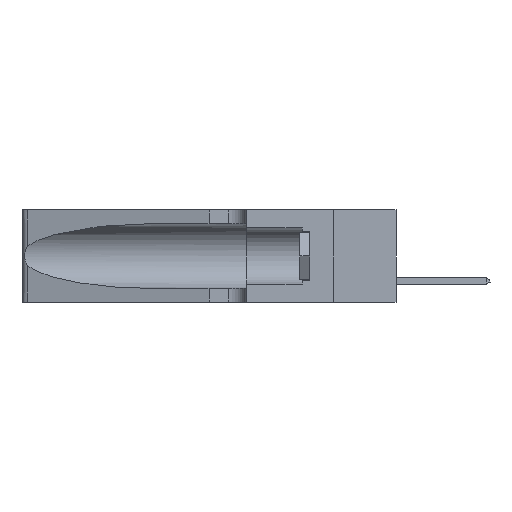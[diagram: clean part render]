
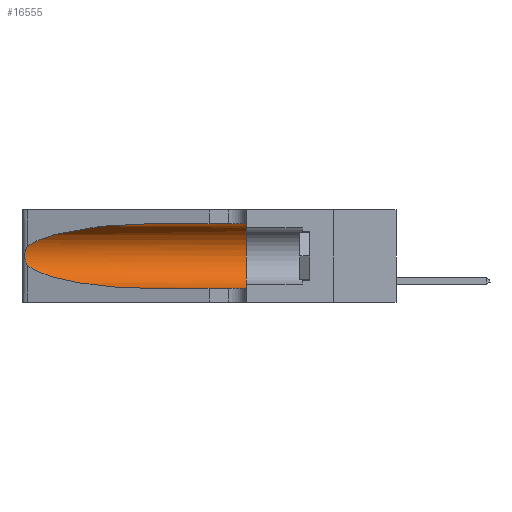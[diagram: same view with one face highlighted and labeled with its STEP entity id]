
A CAD part, left-side view. The second image highlights one B-rep face of the part: STEP entity #16555.
In plain terms, the highlighted cylindrical face has radius 3.308 mm (diameter 6.617 mm), a partial arc.
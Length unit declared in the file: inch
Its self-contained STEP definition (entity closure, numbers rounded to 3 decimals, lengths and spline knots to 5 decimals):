
#348 = ORIENTED_EDGE ( 'NONE', *, *, #12687, .T. ) ;
#1151 = VECTOR ( 'NONE', #28470, 39.37008 ) ;
#1184 = CYLINDRICAL_SURFACE ( 'NONE', #8641, 0.13025 ) ;
#1263 = DIRECTION ( 'NONE',  ( 0., -1., 0. ) ) ;
#1700 = CARTESIAN_POINT ( 'NONE',  ( 0.2373, 1.15595, 0.28018 ) ) ;
#2050 = DIRECTION ( 'NONE',  ( 0., 0., 1. ) ) ;
#2208 = CARTESIAN_POINT ( 'NONE',  ( 0.25487, 1.22718, 0.22369 ) ) ;
#2619 = CARTESIAN_POINT ( 'NONE',  ( 0.25639, 1.23184, 0.21858 ) ) ;
#3220 = CARTESIAN_POINT ( 'NONE',  ( 0.25487, 1.22718, 0.14631 ) ) ;
#3687 = CARTESIAN_POINT ( 'NONE',  ( 0.2373, 1.15595, 0.08982 ) ) ;
#5132 = ORIENTED_EDGE ( 'NONE', *, *, #23690, .F. ) ;
#8641 = AXIS2_PLACEMENT_3D ( 'NONE', #14682, #32634, #35673 ) ;
#8842 = EDGE_CURVE ( 'NONE', #29042, #29440, #23154, .T. ) ;
#8899 = CARTESIAN_POINT ( 'NONE',  ( 0.1305, 0.72297, 0.05475 ) ) ;
#9775 = CARTESIAN_POINT ( 'NONE',  ( 0.1305, 0.35, 0.05475 ) ) ;
#10021 = AXIS2_PLACEMENT_3D ( 'NONE', #32308, #35219, #2050 ) ;
#10039 = CARTESIAN_POINT ( 'NONE',  ( 0.1305, 1.61858, 0.05475 ) ) ;
#10070 = CARTESIAN_POINT ( 'NONE',  ( 0.1305, 0.72297, 0.05475 ) ) ;
#10967 = CARTESIAN_POINT ( 'NONE',  ( 0.1305, 0.72297, 0.31525 ) ) ;
#11897 = CARTESIAN_POINT ( 'NONE',  ( 0.1305, 0.72297, 0.31525 ) ) ;
#12467 = CARTESIAN_POINT ( 'NONE',  ( 0.25639, 1.23186, 0.15144 ) ) ;
#12570 = ORIENTED_EDGE ( 'NONE', *, *, #15124, .F. ) ;
#12687 = EDGE_CURVE ( 'NONE', #23351, #13630, #23527, .T. ) ;
#12733 = CARTESIAN_POINT ( 'NONE',  ( 0.25789, 1.23486, 0.15765 ) ) ;
#13533 = FACE_OUTER_BOUND ( 'NONE', #24548, .T. ) ;
#13630 = VERTEX_POINT ( 'NONE', #9775 ) ;
#14292 = CARTESIAN_POINT ( 'NONE',  ( 0.25487, 1.22718, 0.22369 ) ) ;
#14682 = CARTESIAN_POINT ( 'NONE',  ( 0.1305, 1.61858, 0.185 ) ) ;
#15124 = EDGE_CURVE ( 'NONE', #29042, #23048, #25156, .T. ) ;
#15198 = ORIENTED_EDGE ( 'NONE', *, *, #18794, .T. ) ;
#15782 = CARTESIAN_POINT ( 'NONE',  ( 0.25555, 1.22993, 0.14849 ) ) ;
#16555 = ADVANCED_FACE ( 'NONE', ( #13533 ), #1184, .F. ) ;
#17895 = CARTESIAN_POINT ( 'NONE',  ( 0.1305, 1.61858, 0.31525 ) ) ;
#18115 = CARTESIAN_POINT ( 'NONE',  ( 0.26017, 1.23833, 0.17102 ) ) ;
#18515 = ORIENTED_EDGE ( 'NONE', *, *, #8842, .T. ) ;
#18573 = EDGE_CURVE ( 'NONE', #29440, #37940, #31884, .T. ) ;
#18794 = EDGE_CURVE ( 'NONE', #37940, #23351, #27650, .T. ) ;
#21229 = CIRCLE ( 'NONE', #10021, 0.13025 ) ;
#23048 = VERTEX_POINT ( 'NONE', #24085 ) ;
#23154 =( BOUNDED_CURVE ( )  B_SPLINE_CURVE ( 3, ( #10967, #29138, #1700, #14292 ),
 .UNSPECIFIED., .F., .F. ) 
 B_SPLINE_CURVE_WITH_KNOTS ( ( 4, 4 ),
 ( 1.5708, 2.84003 ),
 .UNSPECIFIED. ) 
 CURVE ( )  GEOMETRIC_REPRESENTATION_ITEM ( )  RATIONAL_B_SPLINE_CURVE ( ( 1., 0.87, 0.87, 1. ) ) 
 REPRESENTATION_ITEM ( '' )  );
#23351 = VERTEX_POINT ( 'NONE', #8899 ) ;
#23479 = CARTESIAN_POINT ( 'NONE',  ( 0.25487, 1.22718, 0.22369 ) ) ;
#23527 = LINE ( 'NONE', #10039, #1151 ) ;
#23690 = EDGE_CURVE ( 'NONE', #23048, #13630, #21229, .T. ) ;
#24085 = CARTESIAN_POINT ( 'NONE',  ( 0.1305, 0.35, 0.31525 ) ) ;
#24548 = EDGE_LOOP ( 'NONE', ( #18515, #37021, #15198, #348, #5132, #12570 ) ) ;
#24761 = CARTESIAN_POINT ( 'NONE',  ( 0.25487, 1.22718, 0.14631 ) ) ;
#25156 = LINE ( 'NONE', #17895, #27978 ) ;
#25160 = CARTESIAN_POINT ( 'NONE',  ( 0.18966, 0.96281, 0.05475 ) ) ;
#26999 = CARTESIAN_POINT ( 'NONE',  ( 0.26018, 1.23835, 0.19895 ) ) ;
#27650 =( BOUNDED_CURVE ( )  B_SPLINE_CURVE ( 3, ( #24761, #3687, #25160, #10070 ),
 .UNSPECIFIED., .F., .T. ) 
 B_SPLINE_CURVE_WITH_KNOTS ( ( 4, 4 ),
 ( 3.44316, 4.71239 ),
 .UNSPECIFIED. ) 
 CURVE ( )  GEOMETRIC_REPRESENTATION_ITEM ( )  RATIONAL_B_SPLINE_CURVE ( ( 1., 0.87, 0.87, 1. ) ) 
 REPRESENTATION_ITEM ( '' )  );
#27978 = VECTOR ( 'NONE', #1263, 39.37008 ) ;
#28470 = DIRECTION ( 'NONE',  ( 0., -1., 0. ) ) ;
#29042 = VERTEX_POINT ( 'NONE', #11897 ) ;
#29138 = CARTESIAN_POINT ( 'NONE',  ( 0.18966, 0.96281, 0.31525 ) ) ;
#29440 = VERTEX_POINT ( 'NONE', #2208 ) ;
#29830 = CARTESIAN_POINT ( 'NONE',  ( 0.25555, 1.22994, 0.2215 ) ) ;
#29950 = CARTESIAN_POINT ( 'NONE',  ( 0.26075, 1.23896, 0.178 ) ) ;
#30190 = CARTESIAN_POINT ( 'NONE',  ( 0.26075, 1.23896, 0.19203 ) ) ;
#30308 = CARTESIAN_POINT ( 'NONE',  ( 0.25854, 1.2359, 0.20912 ) ) ;
#31884 = B_SPLINE_CURVE_WITH_KNOTS ( 'NONE', 3,
 ( #23479, #29830, #2619, #36554, #30308, #26999, #30190, #29950, #18115, #36437, #12733, #12467, #15782, #3220 ),
 .UNSPECIFIED., .F., .F.,
 ( 4, 2, 2, 2, 2, 2, 4 ),
 ( 0., 0.00027, 0.00053, 0.00107, 0.0016, 0.00187, 0.00214 ),
 .UNSPECIFIED. ) ;
#32308 = CARTESIAN_POINT ( 'NONE',  ( 0.1305, 0.35, 0.185 ) ) ;
#32634 = DIRECTION ( 'NONE',  ( 0., -1., 0. ) ) ;
#35219 = DIRECTION ( 'NONE',  ( 0., 1., 0. ) ) ;
#35673 = DIRECTION ( 'NONE',  ( 0., 0., -1. ) ) ;
#36437 = CARTESIAN_POINT ( 'NONE',  ( 0.25856, 1.23593, 0.16098 ) ) ;
#36554 = CARTESIAN_POINT ( 'NONE',  ( 0.25787, 1.23484, 0.2124 ) ) ;
#37021 = ORIENTED_EDGE ( 'NONE', *, *, #18573, .T. ) ;
#37940 = VERTEX_POINT ( 'NONE', #37995 ) ;
#37995 = CARTESIAN_POINT ( 'NONE',  ( 0.25487, 1.22718, 0.14631 ) ) ;
